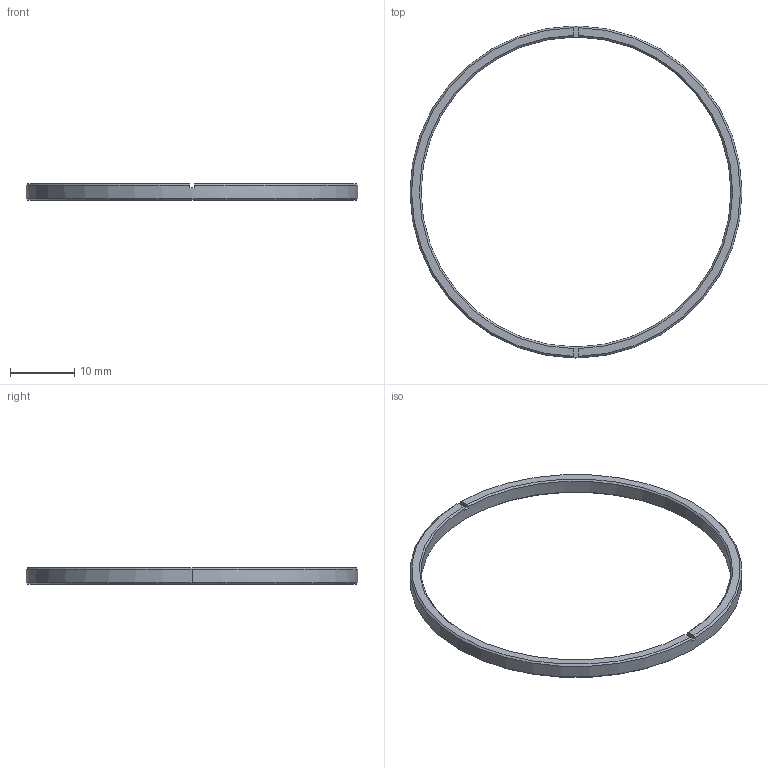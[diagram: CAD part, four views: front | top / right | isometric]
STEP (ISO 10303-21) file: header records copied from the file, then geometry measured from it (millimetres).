
FILE_DESCRIPTION (( 'STEP AP203' ), '1' );
FILE_NAME ('0029-E0W.STEP', '2011-06-16T13:35:33', ( 'Admin' ), ( 'Thorlabs, Inc.' ), 'SwSTEP 2.0', 'SolidWorks 2011', '' );
FILE_SCHEMA (( 'CONFIG_CONTROL_DESIGN' ));
Length unit declared in the file: inch
Products named in the file (1): 0029-E0W
Bounding box: 51.69 x 51.69 x 2.54 mm (x, y, z)
Volume: 661.9 mm3; surface area: 1245.1 mm2
Topology: 1 solids, 1 shells, 23 faces, 60 edges, 38 vertices
Faces by surface type: cone 10, plane 9, cylinder 4
Entity records: 803 total; most frequent: CARTESIAN_POINT 146, DIRECTION 126, ORIENTED_EDGE 120, EDGE_CURVE 60, AXIS2_PLACEMENT_3D 50, VERTEX_POINT 38, LINE 26, CIRCLE 26
